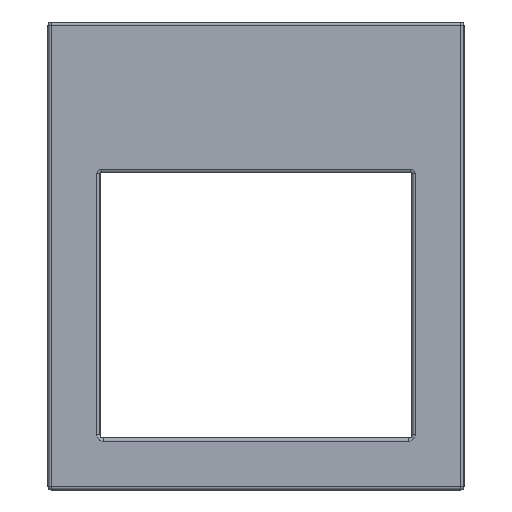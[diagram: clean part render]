
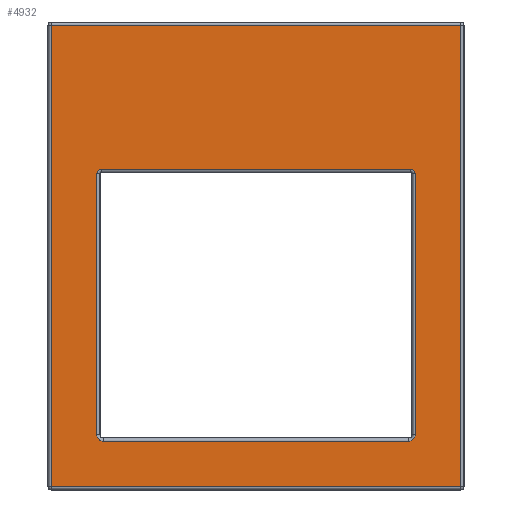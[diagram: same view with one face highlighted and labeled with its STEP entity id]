
A CAD part, front view. The second image highlights one B-rep face of the part: STEP entity #4932.
In plain terms, the highlighted planar face has unit normal (0, -1, 0).
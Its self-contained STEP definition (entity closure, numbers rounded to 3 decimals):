
#210=FACE_BOUND('',#1062,.T.);
#353=CIRCLE('',#5376,6.);
#354=CIRCLE('',#5377,4.);
#355=CIRCLE('',#5378,4.);
#356=CIRCLE('',#5379,6.);
#787=FACE_OUTER_BOUND('',#1061,.T.);
#1061=EDGE_LOOP('',(#3937,#3938,#3939,#3940));
#1062=EDGE_LOOP('',(#3941,#3942,#3943,#3944,#3945,#3946,#3947,#3948));
#1410=LINE('',#8915,#1740);
#1411=LINE('',#8917,#1741);
#1412=LINE('',#8919,#1742);
#1413=LINE('',#8920,#1743);
#1414=LINE('',#8925,#1744);
#1415=LINE('',#8929,#1745);
#1416=LINE('',#8933,#1746);
#1417=LINE('',#8936,#1747);
#1740=VECTOR('',#6463,10.);
#1741=VECTOR('',#6464,10.);
#1742=VECTOR('',#6465,10.);
#1743=VECTOR('',#6466,10.);
#1744=VECTOR('',#6469,10.);
#1745=VECTOR('',#6472,10.);
#1746=VECTOR('',#6475,10.);
#1747=VECTOR('',#6478,10.);
#2168=VERTEX_POINT('',#8913);
#2169=VERTEX_POINT('',#8914);
#2170=VERTEX_POINT('',#8916);
#2171=VERTEX_POINT('',#8918);
#2172=VERTEX_POINT('',#8921);
#2173=VERTEX_POINT('',#8922);
#2174=VERTEX_POINT('',#8924);
#2175=VERTEX_POINT('',#8926);
#2176=VERTEX_POINT('',#8928);
#2177=VERTEX_POINT('',#8930);
#2178=VERTEX_POINT('',#8932);
#2179=VERTEX_POINT('',#8934);
#2782=EDGE_CURVE('',#2168,#2169,#1410,.T.);
#2783=EDGE_CURVE('',#2170,#2168,#1411,.T.);
#2784=EDGE_CURVE('',#2171,#2170,#1412,.T.);
#2785=EDGE_CURVE('',#2169,#2171,#1413,.T.);
#2786=EDGE_CURVE('',#2172,#2173,#353,.T.);
#2787=EDGE_CURVE('',#2174,#2172,#1414,.T.);
#2788=EDGE_CURVE('',#2175,#2174,#354,.T.);
#2789=EDGE_CURVE('',#2176,#2175,#1415,.T.);
#2790=EDGE_CURVE('',#2177,#2176,#355,.T.);
#2791=EDGE_CURVE('',#2178,#2177,#1416,.T.);
#2792=EDGE_CURVE('',#2179,#2178,#356,.T.);
#2793=EDGE_CURVE('',#2173,#2179,#1417,.T.);
#3937=ORIENTED_EDGE('',*,*,#2782,.F.);
#3938=ORIENTED_EDGE('',*,*,#2783,.F.);
#3939=ORIENTED_EDGE('',*,*,#2784,.F.);
#3940=ORIENTED_EDGE('',*,*,#2785,.F.);
#3941=ORIENTED_EDGE('',*,*,#2786,.F.);
#3942=ORIENTED_EDGE('',*,*,#2787,.F.);
#3943=ORIENTED_EDGE('',*,*,#2788,.F.);
#3944=ORIENTED_EDGE('',*,*,#2789,.F.);
#3945=ORIENTED_EDGE('',*,*,#2790,.F.);
#3946=ORIENTED_EDGE('',*,*,#2791,.F.);
#3947=ORIENTED_EDGE('',*,*,#2792,.F.);
#3948=ORIENTED_EDGE('',*,*,#2793,.F.);
#4482=PLANE('',#5375);
#4932=ADVANCED_FACE('',(#787,#210),#4482,.T.);
#5375=AXIS2_PLACEMENT_3D('',#8912,#6461,#6462);
#5376=AXIS2_PLACEMENT_3D('',#8923,#6467,#6468);
#5377=AXIS2_PLACEMENT_3D('',#8927,#6470,#6471);
#5378=AXIS2_PLACEMENT_3D('',#8931,#6473,#6474);
#5379=AXIS2_PLACEMENT_3D('',#8935,#6476,#6477);
#6461=DIRECTION('center_axis',(0.,-1.,0.));
#6462=DIRECTION('ref_axis',(-1.,0.,0.));
#6463=DIRECTION('',(0.,0.,1.));
#6464=DIRECTION('',(-1.,0.,0.));
#6465=DIRECTION('',(0.,0.,-1.));
#6466=DIRECTION('',(1.,0.,0.));
#6467=DIRECTION('center_axis',(0.,-1.,0.));
#6468=DIRECTION('ref_axis',(-0.707,0.,-0.707));
#6469=DIRECTION('',(0.,0.,-1.));
#6470=DIRECTION('center_axis',(0.,-1.,0.));
#6471=DIRECTION('ref_axis',(-0.707,0.,0.707));
#6472=DIRECTION('',(-1.,0.,0.));
#6473=DIRECTION('center_axis',(0.,-1.,0.));
#6474=DIRECTION('ref_axis',(0.707,0.,0.707));
#6475=DIRECTION('',(0.,0.,1.));
#6476=DIRECTION('center_axis',(0.,-1.,0.));
#6477=DIRECTION('ref_axis',(0.707,0.,-0.707));
#6478=DIRECTION('',(1.,0.,0.));
#8912=CARTESIAN_POINT('Origin',(204.155,38.508,284.997));
#8913=CARTESIAN_POINT('',(7.155,38.508,62.997));
#8914=CARTESIAN_POINT('',(7.155,38.508,506.997));
#8915=CARTESIAN_POINT('',(7.155,38.508,172.497));
#8916=CARTESIAN_POINT('',(401.155,38.508,62.997));
#8917=CARTESIAN_POINT('',(304.155,38.508,62.997));
#8918=CARTESIAN_POINT('',(401.155,38.508,506.997));
#8919=CARTESIAN_POINT('',(401.155,38.508,397.497));
#8920=CARTESIAN_POINT('',(104.155,38.508,506.997));
#8921=CARTESIAN_POINT('',(51.155,38.508,112.997));
#8922=CARTESIAN_POINT('',(57.155,38.508,106.997));
#8923=CARTESIAN_POINT('Origin',(57.155,38.508,112.997));
#8924=CARTESIAN_POINT('',(51.155,38.508,363.997));
#8925=CARTESIAN_POINT('',(51.155,38.508,324.997));
#8926=CARTESIAN_POINT('',(55.155,38.508,367.997));
#8927=CARTESIAN_POINT('Origin',(55.155,38.508,363.997));
#8928=CARTESIAN_POINT('',(353.155,38.508,367.997));
#8929=CARTESIAN_POINT('',(279.155,38.508,367.997));
#8930=CARTESIAN_POINT('',(357.155,38.508,363.997));
#8931=CARTESIAN_POINT('Origin',(353.155,38.508,363.997));
#8932=CARTESIAN_POINT('',(357.155,38.508,112.997));
#8933=CARTESIAN_POINT('',(357.155,38.508,197.497));
#8934=CARTESIAN_POINT('',(351.155,38.508,106.997));
#8935=CARTESIAN_POINT('Origin',(351.155,38.508,112.997));
#8936=CARTESIAN_POINT('',(129.155,38.508,106.997));
